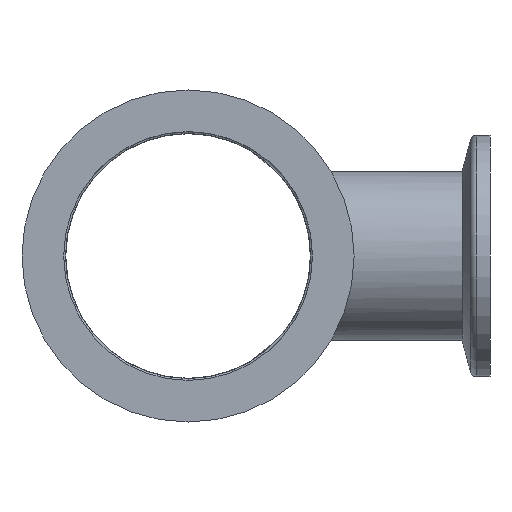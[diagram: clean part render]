
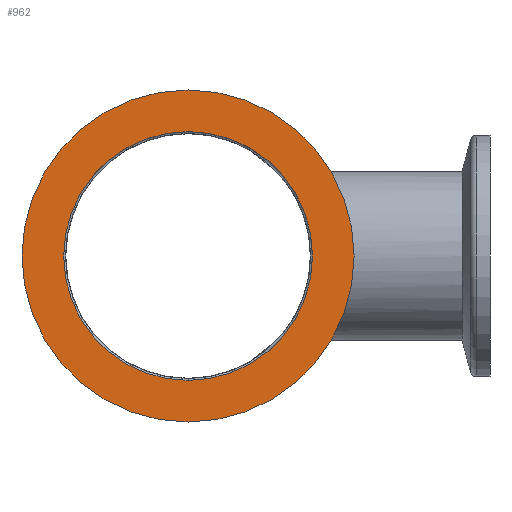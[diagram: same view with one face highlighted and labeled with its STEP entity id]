
A CAD part, left-side view. The second image highlights one B-rep face of the part: STEP entity #962.
In plain terms, the highlighted planar face has unit normal (-1, 0, 0).
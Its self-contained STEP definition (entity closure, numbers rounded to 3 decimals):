
#26 = VERTEX_POINT ( 'NONE', #2013 ) ;
#28 = DIRECTION ( 'NONE',  ( 0., 0., 1. ) ) ;
#82 = CARTESIAN_POINT ( 'NONE',  ( -3.5, 0., 20.6 ) ) ;
#130 = EDGE_CURVE ( 'NONE', #1553, #184, #1676, .T. ) ;
#184 = VERTEX_POINT ( 'NONE', #1314 ) ;
#402 = DIRECTION ( 'NONE',  ( 0., 0., 1. ) ) ;
#410 = AXIS2_PLACEMENT_3D ( 'NONE', #1085, #919, #896 ) ;
#785 = CIRCLE ( 'NONE', #2485, 20.6 ) ;
#793 = DIRECTION ( 'NONE',  ( 0., 0., 1. ) ) ;
#806 = DIRECTION ( 'NONE',  ( -1., 0., 0. ) ) ;
#818 = CARTESIAN_POINT ( 'NONE',  ( -3.5, 0., 0. ) ) ;
#821 = FACE_OUTER_BOUND ( 'NONE', #1102, .T. ) ;
#896 = DIRECTION ( 'NONE',  ( 0., 0., 1. ) ) ;
#902 = EDGE_CURVE ( 'NONE', #184, #1553, #1411, .T. ) ;
#919 = DIRECTION ( 'NONE',  ( -1., 0., 0. ) ) ;
#962 = ADVANCED_FACE ( 'NONE', ( #821, #1405 ), #1477, .T. ) ;
#977 = CARTESIAN_POINT ( 'NONE',  ( -3.5, 0., 27.5 ) ) ;
#1085 = CARTESIAN_POINT ( 'NONE',  ( -3.5, 0., 0. ) ) ;
#1095 = ORIENTED_EDGE ( 'NONE', *, *, #2401, .F. ) ;
#1102 = EDGE_LOOP ( 'NONE', ( #2741, #1935 ) ) ;
#1154 = AXIS2_PLACEMENT_3D ( 'NONE', #818, #806, #793 ) ;
#1156 = ORIENTED_EDGE ( 'NONE', *, *, #1457, .F. ) ;
#1314 = CARTESIAN_POINT ( 'NONE',  ( -3.5, 0., -27.5 ) ) ;
#1379 = DIRECTION ( 'NONE',  ( -1., 0., 0. ) ) ;
#1405 = FACE_BOUND ( 'NONE', #1487, .T. ) ;
#1411 = CIRCLE ( 'NONE', #410, 27.5 ) ;
#1416 = AXIS2_PLACEMENT_3D ( 'NONE', #2487, #2175, #402 ) ;
#1457 = EDGE_CURVE ( 'NONE', #2663, #26, #785, .T. ) ;
#1477 = PLANE ( 'NONE',  #1154 ) ;
#1487 = EDGE_LOOP ( 'NONE', ( #1156, #1095 ) ) ;
#1553 = VERTEX_POINT ( 'NONE', #977 ) ;
#1676 = CIRCLE ( 'NONE', #1416, 27.5 ) ;
#1813 = AXIS2_PLACEMENT_3D ( 'NONE', #2652, #1379, #28 ) ;
#1844 = CIRCLE ( 'NONE', #1813, 20.6 ) ;
#1935 = ORIENTED_EDGE ( 'NONE', *, *, #902, .T. ) ;
#2013 = CARTESIAN_POINT ( 'NONE',  ( -3.5, 0., -20.6 ) ) ;
#2175 = DIRECTION ( 'NONE',  ( -1., 0., 0. ) ) ;
#2272 = DIRECTION ( 'NONE',  ( 0., 0., 1. ) ) ;
#2401 = EDGE_CURVE ( 'NONE', #26, #2663, #1844, .T. ) ;
#2467 = CARTESIAN_POINT ( 'NONE',  ( -3.5, 0., 0. ) ) ;
#2485 = AXIS2_PLACEMENT_3D ( 'NONE', #2467, #2677, #2272 ) ;
#2487 = CARTESIAN_POINT ( 'NONE',  ( -3.5, 0., 0. ) ) ;
#2652 = CARTESIAN_POINT ( 'NONE',  ( -3.5, 0., 0. ) ) ;
#2663 = VERTEX_POINT ( 'NONE', #82 ) ;
#2677 = DIRECTION ( 'NONE',  ( -1., 0., 0. ) ) ;
#2741 = ORIENTED_EDGE ( 'NONE', *, *, #130, .T. ) ;
